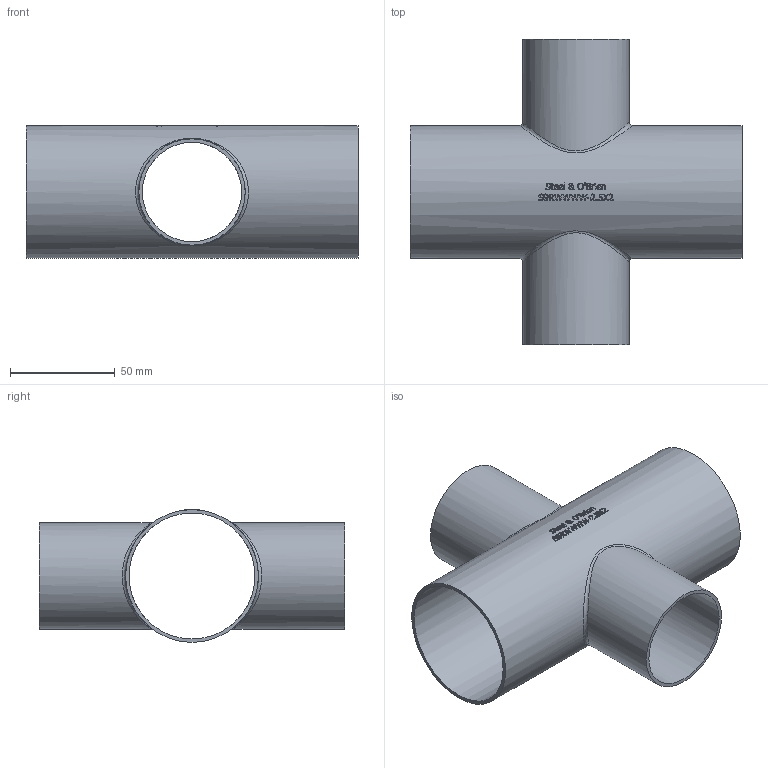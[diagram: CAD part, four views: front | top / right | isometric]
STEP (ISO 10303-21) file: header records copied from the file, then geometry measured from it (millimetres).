
FILE_DESCRIPTION(/* description */ (''),/* implementation_level */ '2;1');
FILE_NAME(/* name */ 'S9RWWWW-2.5X2.stp',/* time_stamp */ '2018-11-30T11:10:49-05:00',/* author */ ('rick'),/* organization */ (''),/* preprocessor_version */ 'ST-DEVELOPER v15.2',/* originating_system */ 'Autodesk Inventor 2014',/* authorisation */ '');
FILE_SCHEMA (('AUTOMOTIVE_DESIGN { 1 0 10303 214 3 1 1 }'));
Length unit declared in the file: inch
Products named in the file (1): S9RWWWW-2.5X2
Bounding box: 158.75 x 146.05 x 63.5 mm (x, y, z)
Volume: 68361.3 mm3; surface area: 83894.6 mm2
Topology: 1 solids, 1 shells, 433 faces, 1181 edges, 788 vertices
Faces by surface type: bspline 198, plane 192, cylinder 43
Full cylindrical faces by diameter (mm): 47.498 x2, 50.8 x2, 60.198 x1, 63.5 x1
Entity records: 17818 total; most frequent: CARTESIAN_POINT 8002, ORIENTED_EDGE 2336, DIRECTION 1458, EDGE_CURVE 1168, VERTEX_POINT 782, LINE 554, VECTOR 554, EDGE_LOOP 484
